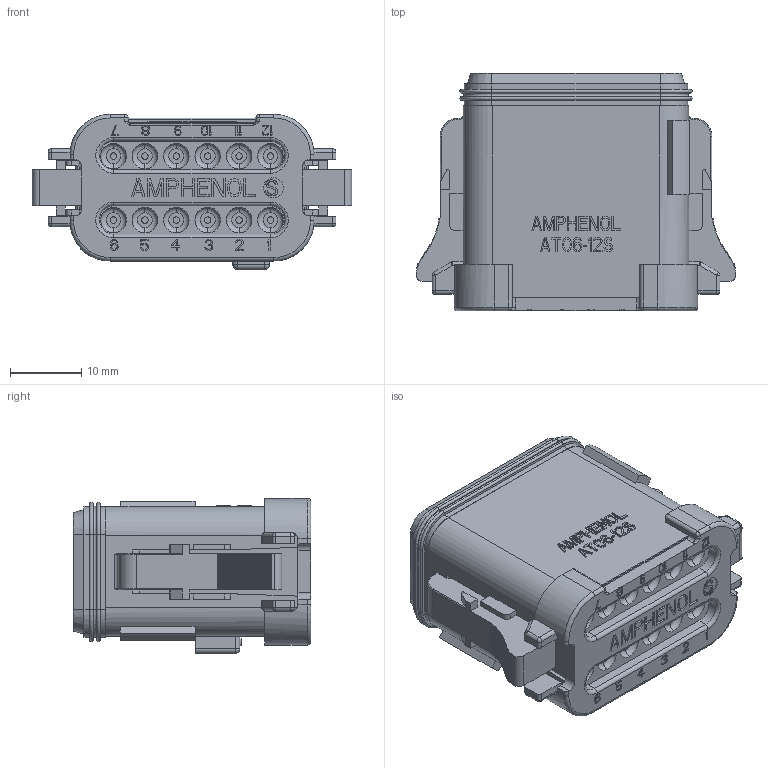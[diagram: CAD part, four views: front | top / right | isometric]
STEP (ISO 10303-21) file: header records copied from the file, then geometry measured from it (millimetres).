
FILE_DESCRIPTION((''),'2;1');
FILE_NAME('26-54224-12SC','2016-04-20T',('Jony.xie'),(''),'PRO/ENGINEER BY PARAMETRIC TECHNOLOGY CORPORATION, 2013230','PRO/ENGINEER BY PARAMETRIC TECHNOLOGY CORPORATION, 2013230','');
FILE_SCHEMA(('CONFIG_CONTROL_DESIGN'));
Length unit declared in the file: millimetre
Products named in the file (1): 26-54224-12SC
Bounding box: 45.02 x 33.45 x 21.85 mm (x, y, z)
Volume: 19472.7 mm3; surface area: 6841.4 mm2
Topology: 1 solids, 1 shells, 1937 faces, 5373 edges, 3548 vertices
Faces by surface type: plane 1477, cylinder 220, extrusion 154, torus 66, sphere 16, cone 4
Entity records: 61908 total; most frequent: CARTESIAN_POINT 12467, ORIENTED_EDGE 10746, DIRECTION 9291, EDGE_CURVE 5373, VECTOR 4585, LINE 4431, VERTEX_POINT 3548, AXIS2_PLACEMENT_3D 2353
